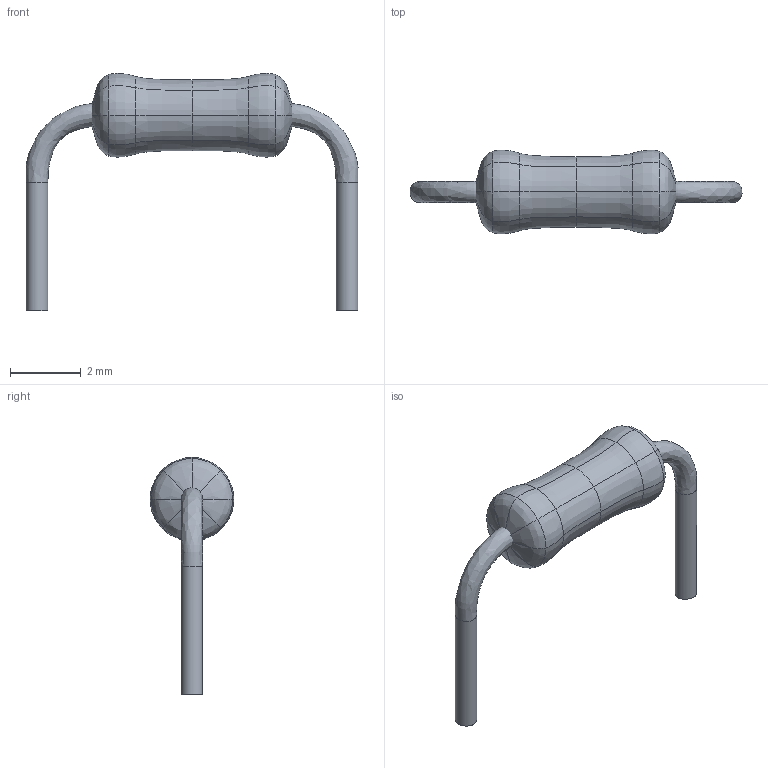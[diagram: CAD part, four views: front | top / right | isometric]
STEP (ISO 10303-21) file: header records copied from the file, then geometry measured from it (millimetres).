
FILE_DESCRIPTION(('FreeCAD Model'),'2;1');
FILE_NAME('resistor_6.3mm_length_8.75mm_lead_spacing.step','2018-04-23T12:54:58',('Author'),(''), 'Open CASCADE STEP processor 6.8','FreeCAD','Unknown');
FILE_SCHEMA(('AUTOMOTIVE_DESIGN_CC2 { 1 2 10303 214 -1 1 5 4 }'));
Length unit declared in the file: millimetre
Products named in the file (3): ASSEMBLY; Compound; Compound001_(Solid)
Assembly tree (2 placements, depth 2):
  ASSEMBLY
    Compound
    Compound001_(Solid)
Bounding box: 9.39 x 2.37 x 6.71 mm (x, y, z)
Volume: 19.4 mm3; surface area: 69.2 mm2
Topology: 1 solids, 9 shells, 56 faces, 120 edges, 54 vertices
Faces by surface type: bspline 52, plane 4
Entity records: 6417 total; most frequent: CARTESIAN_POINT 4543, DIRECTION 202, ORIENTED_EDGE 196, PCURVE 196, DEFINITIONAL_REPRESENTATION 196, B_SPLINE_CURVE_WITH_KNOTS 152, LINE 108, VECTOR 108
